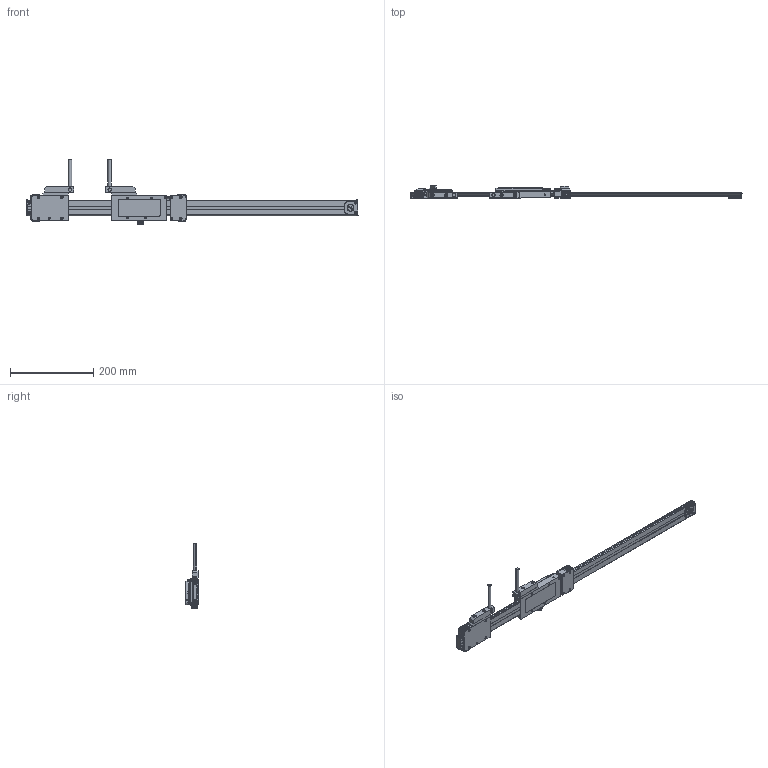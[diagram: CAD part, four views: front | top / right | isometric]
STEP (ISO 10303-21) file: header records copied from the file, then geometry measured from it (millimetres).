
FILE_DESCRIPTION((''),'2;1');
FILE_NAME('PM279_500_037_SW0001','2015-03-16T',('mtr'),('Sylvac SA'),'PRO/ENGINEER BY PARAMETRIC TECHNOLOGY CORPORATION, 2009380','PRO/ENGINEER BY PARAMETRIC TECHNOLOGY CORPORATION, 2009380','');
FILE_SCHEMA(('CONFIG_CONTROL_DESIGN'));
Length unit declared in the file: millimetre
Products named in the file (1): PM279_500_037_SW0001
Bounding box: 796 x 30.51 x 157.64 mm (x, y, z)
Surface area: 150329.4 mm2 (no closed solid volume)
Topology: 0 solids, 124 shells, 826 faces, 3633 edges, 2846 vertices
Faces by surface type: plane 335, cone 230, cylinder 170, torus 50, bspline 31, sphere 10
Entity records: 43302 total; most frequent: CARTESIAN_POINT 15519, DIRECTION 5514, ORIENTED_EDGE 5003, EDGE_CURVE 3629, VERTEX_POINT 2845, AXIS2_PLACEMENT_3D 2034, VECTOR 1446, LINE 1446
